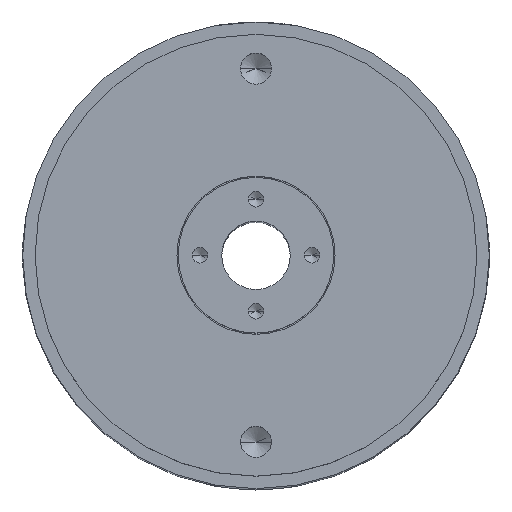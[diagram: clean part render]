
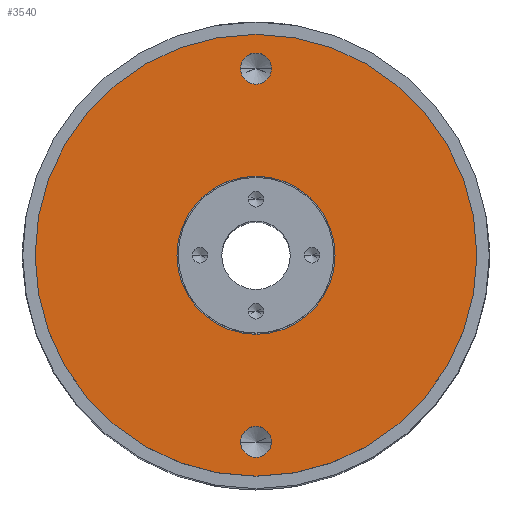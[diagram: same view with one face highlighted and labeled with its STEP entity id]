
A CAD part, top view. The second image highlights one B-rep face of the part: STEP entity #3540.
In plain terms, the highlighted planar face has unit normal (0, 0, 1).
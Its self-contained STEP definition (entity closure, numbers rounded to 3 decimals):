
#3 = CARTESIAN_POINT ( 'NONE',  ( 0., 30., 130. ) ) ;
#7 = FACE_BOUND ( 'NONE', #3995, .T. ) ;
#61 = CARTESIAN_POINT ( 'NONE',  ( 2.5, 30., 130. ) ) ;
#156 = DIRECTION ( 'NONE',  ( 1., 0., 0. ) ) ;
#185 = DIRECTION ( 'NONE',  ( 0., 0., 1. ) ) ;
#278 = AXIS2_PLACEMENT_3D ( 'NONE', #4258, #2174, #156 ) ;
#310 = CARTESIAN_POINT ( 'NONE',  ( 0., -30., 130. ) ) ;
#352 = DIRECTION ( 'NONE',  ( 1., 0., 0. ) ) ;
#587 = EDGE_CURVE ( 'NONE', #3199, #1088, #3509, .T. ) ;
#641 = DIRECTION ( 'NONE',  ( 1., 0., 0. ) ) ;
#718 = AXIS2_PLACEMENT_3D ( 'NONE', #1477, #3915, #1817 ) ;
#945 = EDGE_CURVE ( 'NONE', #1088, #3199, #1719, .T. ) ;
#971 = PLANE ( 'NONE',  #3548 ) ;
#1071 = CIRCLE ( 'NONE', #3147, 12.7 ) ;
#1088 = VERTEX_POINT ( 'NONE', #2555 ) ;
#1316 = VERTEX_POINT ( 'NONE', #2704 ) ;
#1339 = EDGE_CURVE ( 'NONE', #4383, #4176, #2121, .T. ) ;
#1381 = DIRECTION ( 'NONE',  ( 0., 0., 1. ) ) ;
#1448 = CARTESIAN_POINT ( 'NONE',  ( 0., 0., 130. ) ) ;
#1477 = CARTESIAN_POINT ( 'NONE',  ( 0., 0., 130. ) ) ;
#1511 = ORIENTED_EDGE ( 'NONE', *, *, #945, .T. ) ;
#1575 = VERTEX_POINT ( 'NONE', #1840 ) ;
#1589 = EDGE_CURVE ( 'NONE', #3267, #1316, #3810, .T. ) ;
#1669 = CARTESIAN_POINT ( 'NONE',  ( 0., 0., 130. ) ) ;
#1689 = FACE_OUTER_BOUND ( 'NONE', #2578, .T. ) ;
#1710 = AXIS2_PLACEMENT_3D ( 'NONE', #2200, #185, #2553 ) ;
#1719 = CIRCLE ( 'NONE', #278, 35.5 ) ;
#1794 = DIRECTION ( 'NONE',  ( 1., 0., 0. ) ) ;
#1817 = DIRECTION ( 'NONE',  ( 1., 0., 0. ) ) ;
#1840 = CARTESIAN_POINT ( 'NONE',  ( 12.7, 0., 130. ) ) ;
#1943 = AXIS2_PLACEMENT_3D ( 'NONE', #3, #2373, #352 ) ;
#1985 = DIRECTION ( 'NONE',  ( 0., 0., 1. ) ) ;
#2006 = FACE_BOUND ( 'NONE', #3238, .T. ) ;
#2008 = DIRECTION ( 'NONE',  ( 1., 0., 0. ) ) ;
#2014 = EDGE_CURVE ( 'NONE', #1316, #3267, #2163, .T. ) ;
#2121 = CIRCLE ( 'NONE', #1943, 2.5 ) ;
#2163 = CIRCLE ( 'NONE', #4361, 2.5 ) ;
#2174 = DIRECTION ( 'NONE',  ( 0., 0., 1. ) ) ;
#2200 = CARTESIAN_POINT ( 'NONE',  ( 0., -30., 130. ) ) ;
#2324 = ORIENTED_EDGE ( 'NONE', *, *, #3717, .F. ) ;
#2373 = DIRECTION ( 'NONE',  ( 0., 0., 1. ) ) ;
#2410 = CARTESIAN_POINT ( 'NONE',  ( -12.7, 0., 130. ) ) ;
#2553 = DIRECTION ( 'NONE',  ( 1., 0., 0. ) ) ;
#2555 = CARTESIAN_POINT ( 'NONE',  ( -35.5, 0., 130. ) ) ;
#2563 = ORIENTED_EDGE ( 'NONE', *, *, #2014, .F. ) ;
#2578 = EDGE_LOOP ( 'NONE', ( #3718, #1511 ) ) ;
#2669 = DIRECTION ( 'NONE',  ( 0., 0., 1. ) ) ;
#2704 = CARTESIAN_POINT ( 'NONE',  ( 2.5, -30., 130. ) ) ;
#2832 = AXIS2_PLACEMENT_3D ( 'NONE', #3435, #1381, #3812 ) ;
#3032 = ORIENTED_EDGE ( 'NONE', *, *, #3349, .F. ) ;
#3123 = CARTESIAN_POINT ( 'NONE',  ( -2.5, -30., 130. ) ) ;
#3147 = AXIS2_PLACEMENT_3D ( 'NONE', #1669, #4091, #2008 ) ;
#3199 = VERTEX_POINT ( 'NONE', #4370 ) ;
#3238 = EDGE_LOOP ( 'NONE', ( #2563, #3675 ) ) ;
#3267 = VERTEX_POINT ( 'NONE', #3123 ) ;
#3349 = EDGE_CURVE ( 'NONE', #3616, #1575, #4078, .T. ) ;
#3367 = ORIENTED_EDGE ( 'NONE', *, *, #3650, .F. ) ;
#3419 = FACE_BOUND ( 'NONE', #3969, .T. ) ;
#3435 = CARTESIAN_POINT ( 'NONE',  ( 0., 30., 130. ) ) ;
#3509 = CIRCLE ( 'NONE', #718, 35.5 ) ;
#3540 = ADVANCED_FACE ( 'NONE', ( #7, #3419, #2006, #1689 ), #971, .T. ) ;
#3548 = AXIS2_PLACEMENT_3D ( 'NONE', #4380, #1985, #4427 ) ;
#3589 = CIRCLE ( 'NONE', #2832, 2.5 ) ;
#3616 = VERTEX_POINT ( 'NONE', #2410 ) ;
#3650 = EDGE_CURVE ( 'NONE', #1575, #3616, #1071, .T. ) ;
#3675 = ORIENTED_EDGE ( 'NONE', *, *, #1589, .F. ) ;
#3717 = EDGE_CURVE ( 'NONE', #4176, #4383, #3589, .T. ) ;
#3718 = ORIENTED_EDGE ( 'NONE', *, *, #587, .T. ) ;
#3810 = CIRCLE ( 'NONE', #1710, 2.5 ) ;
#3812 = DIRECTION ( 'NONE',  ( 1., 0., 0. ) ) ;
#3891 = DIRECTION ( 'NONE',  ( 0., 0., 1. ) ) ;
#3915 = DIRECTION ( 'NONE',  ( 0., 0., 1. ) ) ;
#3969 = EDGE_LOOP ( 'NONE', ( #4103, #2324 ) ) ;
#3995 = EDGE_LOOP ( 'NONE', ( #3367, #3032 ) ) ;
#4078 = CIRCLE ( 'NONE', #4227, 12.7 ) ;
#4091 = DIRECTION ( 'NONE',  ( 0., 0., 1. ) ) ;
#4103 = ORIENTED_EDGE ( 'NONE', *, *, #1339, .F. ) ;
#4176 = VERTEX_POINT ( 'NONE', #4359 ) ;
#4227 = AXIS2_PLACEMENT_3D ( 'NONE', #1448, #3891, #1794 ) ;
#4258 = CARTESIAN_POINT ( 'NONE',  ( 0., 0., 130. ) ) ;
#4359 = CARTESIAN_POINT ( 'NONE',  ( -2.5, 30., 130. ) ) ;
#4361 = AXIS2_PLACEMENT_3D ( 'NONE', #310, #2669, #641 ) ;
#4370 = CARTESIAN_POINT ( 'NONE',  ( 35.5, 0., 130. ) ) ;
#4380 = CARTESIAN_POINT ( 'NONE',  ( 0., 0., 130. ) ) ;
#4383 = VERTEX_POINT ( 'NONE', #61 ) ;
#4427 = DIRECTION ( 'NONE',  ( 1., 0., 0. ) ) ;
